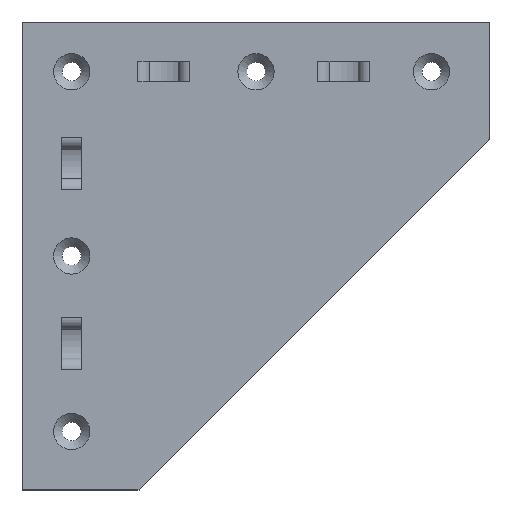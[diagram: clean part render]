
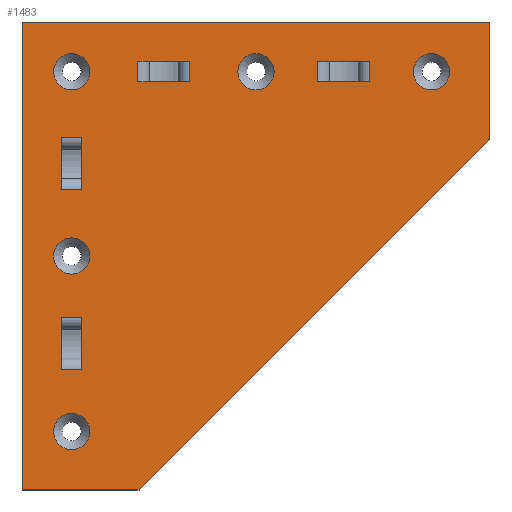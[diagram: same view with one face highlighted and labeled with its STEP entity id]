
A CAD part, top view. The second image highlights one B-rep face of the part: STEP entity #1483.
In plain terms, the highlighted planar face has unit normal (0, 0, 1).
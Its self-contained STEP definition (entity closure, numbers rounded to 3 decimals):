
#73=CARTESIAN_POINT('',(-40.373,66.5,0.0));
#74=VERTEX_POINT('',#73);
#84=CARTESIAN_POINT('',(-40.373,59.5,0.0));
#85=VERTEX_POINT('',#84);
#86=CARTESIAN_POINT('',(-40.373,66.5,0.0));
#87=DIRECTION('',(0.0,-1.0,0.0));
#88=VECTOR('',#87,7.);
#89=LINE('',#86,#88);
#90=EDGE_CURVE('',#74,#85,#89,.T.);
#115=CARTESIAN_POINT('',(-22.627,59.5,0.0));
#116=VERTEX_POINT('',#115);
#126=CARTESIAN_POINT('',(-22.627,66.5,0.0));
#127=VERTEX_POINT('',#126);
#128=CARTESIAN_POINT('',(-22.627,59.5,0.0));
#129=DIRECTION('',(0.0,1.0,0.0));
#130=VECTOR('',#129,7.);
#131=LINE('',#128,#130);
#132=EDGE_CURVE('',#116,#127,#131,.T.);
#157=CARTESIAN_POINT('',(-66.5,22.627,0.0));
#158=VERTEX_POINT('',#157);
#168=CARTESIAN_POINT('',(-59.5,22.627,0.0));
#169=VERTEX_POINT('',#168);
#170=CARTESIAN_POINT('',(-66.5,22.627,0.0));
#171=DIRECTION('',(1.0,0.0,0.0));
#172=VECTOR('',#171,7.);
#173=LINE('',#170,#172);
#174=EDGE_CURVE('',#158,#169,#173,.T.);
#199=CARTESIAN_POINT('',(-59.5,40.373,0.0));
#200=VERTEX_POINT('',#199);
#210=CARTESIAN_POINT('',(-66.5,40.373,0.0));
#211=VERTEX_POINT('',#210);
#212=CARTESIAN_POINT('',(-59.5,40.373,0.0));
#213=DIRECTION('',(-1.0,0.0,0.0));
#214=VECTOR('',#213,7.);
#215=LINE('',#212,#214);
#216=EDGE_CURVE('',#200,#211,#215,.T.);
#241=CARTESIAN_POINT('',(21.131,66.5,0.0));
#242=VERTEX_POINT('',#241);
#252=CARTESIAN_POINT('',(21.131,59.5,0.0));
#253=VERTEX_POINT('',#252);
#254=CARTESIAN_POINT('',(21.131,66.5,0.0));
#255=DIRECTION('',(0.0,-1.0,0.0));
#256=VECTOR('',#255,7.0);
#257=LINE('',#254,#256);
#258=EDGE_CURVE('',#242,#253,#257,.T.);
#283=CARTESIAN_POINT('',(-59.5,-21.131,0.0));
#284=VERTEX_POINT('',#283);
#294=CARTESIAN_POINT('',(-66.5,-21.131,0.0));
#295=VERTEX_POINT('',#294);
#296=CARTESIAN_POINT('',(-59.5,-21.131,0.0));
#297=DIRECTION('',(-1.0,0.0,0.0));
#298=VECTOR('',#297,7.);
#299=LINE('',#296,#298);
#300=EDGE_CURVE('',#284,#295,#299,.T.);
#325=CARTESIAN_POINT('',(-66.5,-38.873,0.0));
#326=VERTEX_POINT('',#325);
#336=CARTESIAN_POINT('',(-59.5,-38.873,0.0));
#337=VERTEX_POINT('',#336);
#338=CARTESIAN_POINT('',(-66.5,-38.873,0.0));
#339=DIRECTION('',(1.0,0.0,0.0));
#340=VECTOR('',#339,7.);
#341=LINE('',#338,#340);
#342=EDGE_CURVE('',#326,#337,#341,.T.);
#367=CARTESIAN_POINT('',(38.873,59.5,0.0));
#368=VERTEX_POINT('',#367);
#378=CARTESIAN_POINT('',(38.873,66.5,0.0));
#379=VERTEX_POINT('',#378);
#380=CARTESIAN_POINT('',(38.873,59.5,0.0));
#381=DIRECTION('',(0.0,1.0,0.0));
#382=VECTOR('',#381,7.0);
#383=LINE('',#380,#382);
#384=EDGE_CURVE('',#368,#379,#383,.T.);
#922=CARTESIAN_POINT('',(-59.5,-38.873,0.0));
#923=DIRECTION('',(0.0,1.0,0.0));
#924=VECTOR('',#923,17.742);
#925=LINE('',#922,#924);
#926=EDGE_CURVE('',#337,#284,#925,.T.);
#1303=CARTESIAN_POINT('',(38.873,66.5,0.0));
#1304=DIRECTION('',(-1.0,0.0,0.0));
#1305=VECTOR('',#1304,17.742);
#1306=LINE('',#1303,#1305);
#1307=EDGE_CURVE('',#379,#242,#1306,.T.);
#1322=CARTESIAN_POINT('',(21.131,59.5,0.0));
#1323=DIRECTION('',(1.0,0.0,0.0));
#1324=VECTOR('',#1323,17.742);
#1325=LINE('',#1322,#1324);
#1326=EDGE_CURVE('',#253,#368,#1325,.T.);
#1332=CARTESIAN_POINT('',(-15.106,15.106,0.0));
#1333=DIRECTION('',(0.0,0.0,1.0));
#1334=DIRECTION('',(1.0,0.0,0.0));
#1335=AXIS2_PLACEMENT_3D('',#1332,#1333,#1334);
#1336=PLANE('',#1335);
#1337=CARTESIAN_POINT('',(-80.0,-80.0,0.0));
#1338=VERTEX_POINT('',#1337);
#1339=CARTESIAN_POINT('',(-80.0,80.0,0.0));
#1340=VERTEX_POINT('',#1339);
#1341=CARTESIAN_POINT('',(-80.0,-80.0,0.0));
#1342=DIRECTION('',(0.0,1.0,0.0));
#1343=VECTOR('',#1342,160.0);
#1344=LINE('',#1341,#1343);
#1345=EDGE_CURVE('',#1338,#1340,#1344,.T.);
#1346=ORIENTED_EDGE('',*,*,#1345,.F.);
#1347=CARTESIAN_POINT('',(-40.0,-80.0,0.0));
#1348=VERTEX_POINT('',#1347);
#1349=CARTESIAN_POINT('',(-40.0,-80.0,0.0));
#1350=DIRECTION('',(-1.0,0.0,0.0));
#1351=VECTOR('',#1350,40.0);
#1352=LINE('',#1349,#1351);
#1353=EDGE_CURVE('',#1348,#1338,#1352,.T.);
#1354=ORIENTED_EDGE('',*,*,#1353,.F.);
#1355=CARTESIAN_POINT('',(80.0,40.,0.0));
#1356=VERTEX_POINT('',#1355);
#1357=CARTESIAN_POINT('',(80.0,40.,0.0));
#1358=DIRECTION('',(-0.707,-0.707,0.0));
#1359=VECTOR('',#1358,169.706);
#1360=LINE('',#1357,#1359);
#1361=EDGE_CURVE('',#1356,#1348,#1360,.T.);
#1362=ORIENTED_EDGE('',*,*,#1361,.F.);
#1363=CARTESIAN_POINT('',(80.0,80.0,0.0));
#1364=VERTEX_POINT('',#1363);
#1365=CARTESIAN_POINT('',(80.0,80.0,0.0));
#1366=DIRECTION('',(0.0,-1.0,0.0));
#1367=VECTOR('',#1366,40.0);
#1368=LINE('',#1365,#1367);
#1369=EDGE_CURVE('',#1364,#1356,#1368,.T.);
#1370=ORIENTED_EDGE('',*,*,#1369,.F.);
#1371=CARTESIAN_POINT('',(-80.0,80.0,0.0));
#1372=DIRECTION('',(1.0,0.0,0.0));
#1373=VECTOR('',#1372,160.0);
#1374=LINE('',#1371,#1373);
#1375=EDGE_CURVE('',#1340,#1364,#1374,.T.);
#1376=ORIENTED_EDGE('',*,*,#1375,.F.);
#1377=EDGE_LOOP('',(#1346,#1354,#1362,#1370,#1376));
#1378=FACE_OUTER_BOUND('',#1377,.T.);
#1379=CARTESIAN_POINT('',(-22.627,66.5,0.0));
#1380=DIRECTION('',(-1.0,0.0,0.0));
#1381=VECTOR('',#1380,17.746);
#1382=LINE('',#1379,#1381);
#1383=EDGE_CURVE('',#127,#74,#1382,.T.);
#1384=ORIENTED_EDGE('',*,*,#1383,.F.);
#1385=ORIENTED_EDGE('',*,*,#132,.F.);
#1386=CARTESIAN_POINT('',(-40.373,59.5,0.0));
#1387=DIRECTION('',(1.0,0.0,0.0));
#1388=VECTOR('',#1387,17.746);
#1389=LINE('',#1386,#1388);
#1390=EDGE_CURVE('',#85,#116,#1389,.T.);
#1391=ORIENTED_EDGE('',*,*,#1390,.F.);
#1392=ORIENTED_EDGE('',*,*,#90,.F.);
#1393=EDGE_LOOP('',(#1384,#1385,#1391,#1392));
#1394=FACE_BOUND('',#1393,.T.);
#1395=CARTESIAN_POINT('',(-66.5,22.627,0.0));
#1396=DIRECTION('',(0.0,1.0,0.0));
#1397=VECTOR('',#1396,17.746);
#1398=LINE('',#1395,#1397);
#1399=EDGE_CURVE('',#158,#211,#1398,.T.);
#1400=ORIENTED_EDGE('',*,*,#1399,.T.);
#1401=ORIENTED_EDGE('',*,*,#216,.F.);
#1402=CARTESIAN_POINT('',(-59.5,22.627,0.0));
#1403=DIRECTION('',(0.0,1.0,0.0));
#1404=VECTOR('',#1403,17.746);
#1405=LINE('',#1402,#1404);
#1406=EDGE_CURVE('',#169,#200,#1405,.T.);
#1407=ORIENTED_EDGE('',*,*,#1406,.F.);
#1408=ORIENTED_EDGE('',*,*,#174,.F.);
#1409=EDGE_LOOP('',(#1400,#1401,#1407,#1408));
#1410=FACE_BOUND('',#1409,.T.);
#1411=ORIENTED_EDGE('',*,*,#1307,.F.);
#1412=ORIENTED_EDGE('',*,*,#384,.F.);
#1413=ORIENTED_EDGE('',*,*,#1326,.F.);
#1414=ORIENTED_EDGE('',*,*,#258,.F.);
#1415=EDGE_LOOP('',(#1411,#1412,#1413,#1414));
#1416=FACE_BOUND('',#1415,.T.);
#1417=ORIENTED_EDGE('',*,*,#926,.F.);
#1418=ORIENTED_EDGE('',*,*,#342,.F.);
#1419=CARTESIAN_POINT('',(-66.5,-21.131,0.0));
#1420=DIRECTION('',(0.0,-1.0,0.0));
#1421=VECTOR('',#1420,17.742);
#1422=LINE('',#1419,#1421);
#1423=EDGE_CURVE('',#295,#326,#1422,.T.);
#1424=ORIENTED_EDGE('',*,*,#1423,.F.);
#1425=ORIENTED_EDGE('',*,*,#300,.F.);
#1426=EDGE_LOOP('',(#1417,#1418,#1424,#1425));
#1427=FACE_BOUND('',#1426,.T.);
#1428=CARTESIAN_POINT('',(66.2,63.0,0.0));
#1429=VERTEX_POINT('',#1428);
#1430=CARTESIAN_POINT('',(60.0,63.0,0.0));
#1431=DIRECTION('',(0.0,0.0,-1.0));
#1432=DIRECTION('',(1.0,0.0,0.0));
#1433=AXIS2_PLACEMENT_3D('',#1430,#1431,#1432);
#1434=CIRCLE('',#1433,6.2);
#1435=EDGE_CURVE('',#1429,#1429,#1434,.T.);
#1436=ORIENTED_EDGE('',*,*,#1435,.T.);
#1437=EDGE_LOOP('',(#1436));
#1438=FACE_BOUND('',#1437,.T.);
#1439=CARTESIAN_POINT('',(-56.8,-60.0,0.0));
#1440=VERTEX_POINT('',#1439);
#1441=CARTESIAN_POINT('',(-63.0,-60.0,0.0));
#1442=DIRECTION('',(0.0,0.0,-1.0));
#1443=DIRECTION('',(1.0,0.0,0.0));
#1444=AXIS2_PLACEMENT_3D('',#1441,#1442,#1443);
#1445=CIRCLE('',#1444,6.2);
#1446=EDGE_CURVE('',#1440,#1440,#1445,.T.);
#1447=ORIENTED_EDGE('',*,*,#1446,.T.);
#1448=EDGE_LOOP('',(#1447));
#1449=FACE_BOUND('',#1448,.T.);
#1450=CARTESIAN_POINT('',(-56.8,63.,0.0));
#1451=VERTEX_POINT('',#1450);
#1452=CARTESIAN_POINT('',(-63.0,63.,0.0));
#1453=DIRECTION('',(0.0,0.0,-1.0));
#1454=DIRECTION('',(1.0,0.0,0.0));
#1455=AXIS2_PLACEMENT_3D('',#1452,#1453,#1454);
#1456=CIRCLE('',#1455,6.2);
#1457=EDGE_CURVE('',#1451,#1451,#1456,.T.);
#1458=ORIENTED_EDGE('',*,*,#1457,.T.);
#1459=EDGE_LOOP('',(#1458));
#1460=FACE_BOUND('',#1459,.T.);
#1461=CARTESIAN_POINT('',(-56.8,0.0,0.0));
#1462=VERTEX_POINT('',#1461);
#1463=CARTESIAN_POINT('',(-63.0,0.0,0.0));
#1464=DIRECTION('',(0.0,0.0,-1.0));
#1465=DIRECTION('',(1.0,0.0,0.0));
#1466=AXIS2_PLACEMENT_3D('',#1463,#1464,#1465);
#1467=CIRCLE('',#1466,6.2);
#1468=EDGE_CURVE('',#1462,#1462,#1467,.T.);
#1469=ORIENTED_EDGE('',*,*,#1468,.T.);
#1470=EDGE_LOOP('',(#1469));
#1471=FACE_BOUND('',#1470,.T.);
#1472=CARTESIAN_POINT('',(6.2,63.0,0.0));
#1473=VERTEX_POINT('',#1472);
#1474=CARTESIAN_POINT('',(0.0,63.0,0.0));
#1475=DIRECTION('',(0.0,0.0,-1.0));
#1476=DIRECTION('',(1.0,0.0,0.0));
#1477=AXIS2_PLACEMENT_3D('',#1474,#1475,#1476);
#1478=CIRCLE('',#1477,6.2);
#1479=EDGE_CURVE('',#1473,#1473,#1478,.T.);
#1480=ORIENTED_EDGE('',*,*,#1479,.T.);
#1481=EDGE_LOOP('',(#1480));
#1482=FACE_BOUND('',#1481,.T.);
#1483=ADVANCED_FACE('',(#1378,#1394,#1410,#1416,#1427,#1438,#1449,#1460,#1471,#1482),#1336,.T.);
